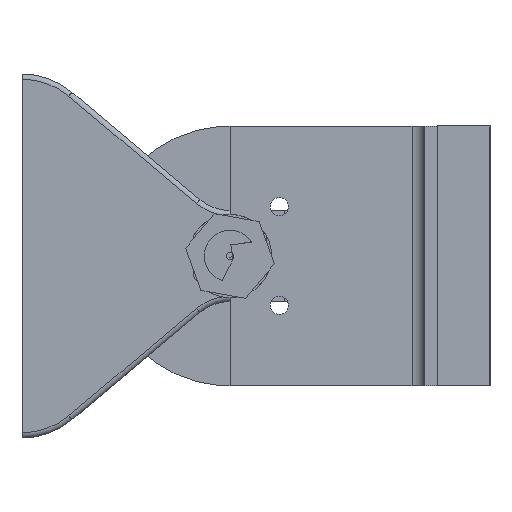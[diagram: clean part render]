
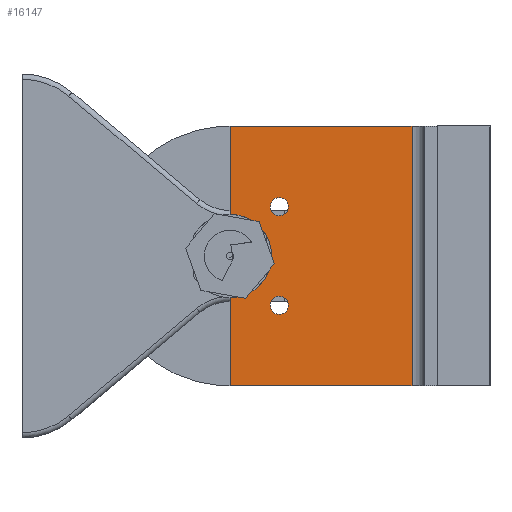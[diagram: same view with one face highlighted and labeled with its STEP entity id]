
A CAD part, left-side view. The second image highlights one B-rep face of the part: STEP entity #16147.
In plain terms, the highlighted face is planar.
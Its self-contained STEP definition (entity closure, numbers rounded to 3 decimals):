
#663 = EDGE_LOOP ( 'NONE', ( #2130, #2131, #2132, #2133, #2134, #2135 ) ) ;
#665 = EDGE_LOOP ( 'NONE', ( #2128, #2129 ) ) ;
#672 = EDGE_LOOP ( 'NONE', ( #2126, #2127 ) ) ;
#977 = VERTEX_POINT ( 'NONE', #4485 ) ;
#980 = VERTEX_POINT ( 'NONE', #4488 ) ;
#981 = VERTEX_POINT ( 'NONE', #4489 ) ;
#984 = VERTEX_POINT ( 'NONE', #4492 ) ;
#985 = VERTEX_POINT ( 'NONE', #4493 ) ;
#988 = VERTEX_POINT ( 'NONE', #4496 ) ;
#991 = VERTEX_POINT ( 'NONE', #4499 ) ;
#992 = VERTEX_POINT ( 'NONE', #4500 ) ;
#993 = VERTEX_POINT ( 'NONE', #4501 ) ;
#994 = VERTEX_POINT ( 'NONE', #4502 ) ;
#1807 = EDGE_CURVE ( 'NONE', #977, #980, #5429, .T. ) ;
#1811 = EDGE_CURVE ( 'NONE', #981, #984, #5435, .T. ) ;
#1815 = EDGE_CURVE ( 'NONE', #980, #977, #5441, .T. ) ;
#1816 = EDGE_CURVE ( 'NONE', #984, #981, #5444, .T. ) ;
#1817 = EDGE_CURVE ( 'NONE', #985, #988, #5445, .T. ) ;
#1818 = EDGE_CURVE ( 'NONE', #988, #991, #5442, .T. ) ;
#1819 = EDGE_CURVE ( 'NONE', #991, #992, #5448, .T. ) ;
#1820 = EDGE_CURVE ( 'NONE', #992, #993, #5450, .T. ) ;
#1821 = EDGE_CURVE ( 'NONE', #993, #994, #5452, .T. ) ;
#1822 = EDGE_CURVE ( 'NONE', #994, #985, #5454, .T. ) ;
#2126 = ORIENTED_EDGE ( 'NONE', *, *, #1807, .F. ) ;
#2127 = ORIENTED_EDGE ( 'NONE', *, *, #1815, .F. ) ;
#2128 = ORIENTED_EDGE ( 'NONE', *, *, #1811, .F. ) ;
#2129 = ORIENTED_EDGE ( 'NONE', *, *, #1816, .F. ) ;
#2130 = ORIENTED_EDGE ( 'NONE', *, *, #1817, .T. ) ;
#2131 = ORIENTED_EDGE ( 'NONE', *, *, #1818, .T. ) ;
#2132 = ORIENTED_EDGE ( 'NONE', *, *, #1819, .T. ) ;
#2133 = ORIENTED_EDGE ( 'NONE', *, *, #1820, .T. ) ;
#2134 = ORIENTED_EDGE ( 'NONE', *, *, #1821, .T. ) ;
#2135 = ORIENTED_EDGE ( 'NONE', *, *, #1822, .T. ) ;
#4485 = CARTESIAN_POINT ( 'NONE',  ( 65.5, 61., 5. ) ) ;
#4488 = CARTESIAN_POINT ( 'NONE',  ( 72.5, 61., 5. ) ) ;
#4489 = CARTESIAN_POINT ( 'NONE',  ( 27.5, 61., 5. ) ) ;
#4492 = CARTESIAN_POINT ( 'NONE',  ( 34.5, 61., 5. ) ) ;
#4493 = CARTESIAN_POINT ( 'NONE',  ( 0., 80., 5. ) ) ;
#4496 = CARTESIAN_POINT ( 'NONE',  ( 0., 10., 5. ) ) ;
#4499 = CARTESIAN_POINT ( 'NONE',  ( 100., 10., 5. ) ) ;
#4500 = CARTESIAN_POINT ( 'NONE',  ( 100., 80., 5. ) ) ;
#4501 = CARTESIAN_POINT ( 'NONE',  ( 66., 80., 5. ) ) ;
#4502 = CARTESIAN_POINT ( 'NONE',  ( 34., 80., 5. ) ) ;
#4671 = AXIS2_PLACEMENT_3D ( 'NONE', #5282, #5283, #5284 ) ;
#4673 = AXIS2_PLACEMENT_3D ( 'NONE', #5292, #5293, #5294 ) ;
#4675 = AXIS2_PLACEMENT_3D ( 'NONE', #5301, #5302, #5303 ) ;
#4676 = AXIS2_PLACEMENT_3D ( 'NONE', #5306, #5307, #5308 ) ;
#4677 = AXIS2_PLACEMENT_3D ( 'NONE', #5317, #5318, #5319 ) ;
#5282 = CARTESIAN_POINT ( 'NONE',  ( 69., 61., 5. ) ) ;
#5283 = DIRECTION ( 'NONE',  ( 0., 0., 1. ) ) ;
#5284 = DIRECTION ( 'NONE',  ( 1., 0., 0. ) ) ;
#5292 = CARTESIAN_POINT ( 'NONE',  ( 31., 61., 5. ) ) ;
#5293 = DIRECTION ( 'NONE',  ( 0., 0., 1. ) ) ;
#5294 = DIRECTION ( 'NONE',  ( 1., 0., 0. ) ) ;
#5299 = CARTESIAN_POINT ( 'NONE',  ( 0., 0., 5. ) ) ;
#5300 = DIRECTION ( 'NONE',  ( 0., -1., 0. ) ) ;
#5301 = CARTESIAN_POINT ( 'NONE',  ( 69., 61., 5. ) ) ;
#5302 = DIRECTION ( 'NONE',  ( 0., 0., 1. ) ) ;
#5303 = DIRECTION ( 'NONE',  ( 1., 0., 0. ) ) ;
#5304 = DIRECTION ( 'NONE',  ( -1., 0., 0. ) ) ;
#5305 = CARTESIAN_POINT ( 'NONE',  ( 50., 10., 5. ) ) ;
#5306 = CARTESIAN_POINT ( 'NONE',  ( 31., 61., 5. ) ) ;
#5307 = DIRECTION ( 'NONE',  ( 0., 0., 1. ) ) ;
#5308 = DIRECTION ( 'NONE',  ( 1., 0., 0. ) ) ;
#5309 = CARTESIAN_POINT ( 'NONE',  ( 0., 80., 5. ) ) ;
#5310 = DIRECTION ( 'NONE',  ( 1., 0., 0. ) ) ;
#5311 = CARTESIAN_POINT ( 'NONE',  ( 100., 0., 5. ) ) ;
#5312 = DIRECTION ( 'NONE',  ( 0., 1., 0. ) ) ;
#5313 = CARTESIAN_POINT ( 'NONE',  ( 66., 80., 5. ) ) ;
#5314 = DIRECTION ( 'NONE',  ( -1., 0., 0. ) ) ;
#5317 = CARTESIAN_POINT ( 'NONE',  ( 50., 80., 5. ) ) ;
#5318 = DIRECTION ( 'NONE',  ( 0., 0., -1. ) ) ;
#5319 = DIRECTION ( 'NONE',  ( 1., 0., 0. ) ) ;
#5429 = CIRCLE ( 'NONE', #4671, 3.5 ) ;
#5435 = CIRCLE ( 'NONE', #4673, 3.5 ) ;
#5441 = CIRCLE ( 'NONE', #4675, 3.5 ) ;
#5442 = LINE ( 'NONE', #5305, #5449 ) ;
#5444 = CIRCLE ( 'NONE', #4676, 3.5 ) ;
#5445 = LINE ( 'NONE', #5299, #5447 ) ;
#5447 = VECTOR ( 'NONE', #5300, 1000. ) ;
#5448 = LINE ( 'NONE', #5311, #5451 ) ;
#5449 = VECTOR ( 'NONE', #5310, 1000. ) ;
#5450 = LINE ( 'NONE', #5313, #5453 ) ;
#5451 = VECTOR ( 'NONE', #5312, 1000. ) ;
#5452 = CIRCLE ( 'NONE', #4677, 16. ) ;
#5453 = VECTOR ( 'NONE', #5314, 1000. ) ;
#5454 = LINE ( 'NONE', #5309, #5456 ) ;
#5456 = VECTOR ( 'NONE', #5304, 1000. ) ;
#10357 = AXIS2_PLACEMENT_3D ( 'NONE', #13057, #13055, #13060 ) ;
#13055 = DIRECTION ( 'NONE',  ( 0., 0., 1. ) ) ;
#13057 = CARTESIAN_POINT ( 'NONE',  ( 50., 80., 5. ) ) ;
#13059 = PLANE ( 'NONE',  #10357 ) ;
#13060 = DIRECTION ( 'NONE',  ( 1., 0., 0. ) ) ;
#13176 = FACE_OUTER_BOUND ( 'NONE', #663, .T. ) ;
#13185 = FACE_BOUND ( 'NONE', #672, .T. ) ;
#13189 = FACE_BOUND ( 'NONE', #665, .T. ) ;
#16147 = ADVANCED_FACE ( 'NONE', ( #13185, #13189, #13176 ), #13059, .T. ) ;
